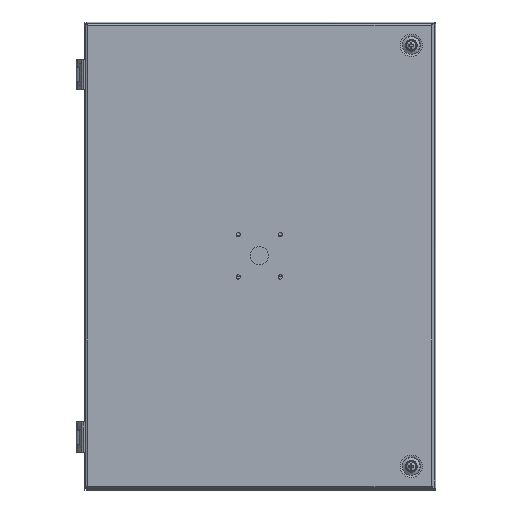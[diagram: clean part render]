
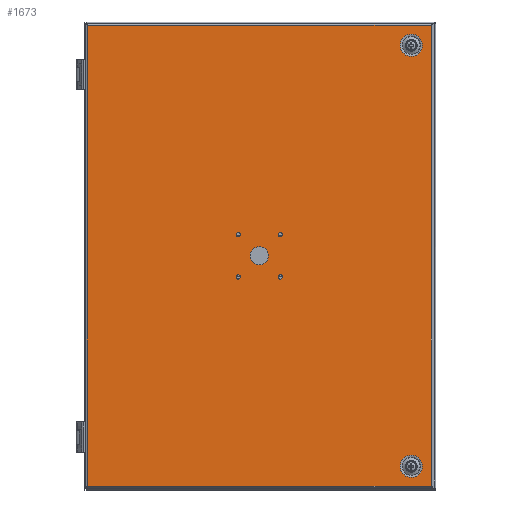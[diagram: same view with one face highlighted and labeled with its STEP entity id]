
A CAD part, top view. The second image highlights one B-rep face of the part: STEP entity #1673.
In plain terms, the highlighted planar face has unit normal (0, 0, 1).
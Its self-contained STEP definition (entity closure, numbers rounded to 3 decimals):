
#193=FACE_BOUND('',#2094,.T.);
#194=FACE_BOUND('',#2095,.T.);
#195=FACE_BOUND('',#2096,.T.);
#196=FACE_BOUND('',#2097,.T.);
#197=FACE_BOUND('',#2098,.T.);
#198=FACE_BOUND('',#2099,.T.);
#199=FACE_BOUND('',#2100,.T.);
#200=FACE_BOUND('',#2101,.T.);
#316=PLANE('',#5153);
#627=LINE('',#7433,#1164);
#628=LINE('',#7436,#1165);
#629=LINE('',#7438,#1166);
#630=LINE('',#7440,#1167);
#1164=VECTOR('',#5783,1.);
#1165=VECTOR('',#5784,1.);
#1166=VECTOR('',#5785,1.);
#1167=VECTOR('',#5786,1.);
#1673=ADVANCED_FACE('',(#193,#194,#195,#196,#197,#198,#199,#200),#316,.F.);
#2094=EDGE_LOOP('',(#2587));
#2095=EDGE_LOOP('',(#2588));
#2096=EDGE_LOOP('',(#2589));
#2097=EDGE_LOOP('',(#2590));
#2098=EDGE_LOOP('',(#2591));
#2099=EDGE_LOOP('',(#2592));
#2100=EDGE_LOOP('',(#2593));
#2101=EDGE_LOOP('',(#2594,#2595,#2596,#2597));
#2587=ORIENTED_EDGE('',*,*,#4217,.F.);
#2588=ORIENTED_EDGE('',*,*,#4193,.F.);
#2589=ORIENTED_EDGE('',*,*,#4195,.F.);
#2590=ORIENTED_EDGE('',*,*,#4197,.F.);
#2591=ORIENTED_EDGE('',*,*,#4199,.F.);
#2592=ORIENTED_EDGE('',*,*,#4201,.F.);
#2593=ORIENTED_EDGE('',*,*,#4204,.F.);
#2594=ORIENTED_EDGE('',*,*,#4218,.T.);
#2595=ORIENTED_EDGE('',*,*,#4219,.T.);
#2596=ORIENTED_EDGE('',*,*,#4220,.T.);
#2597=ORIENTED_EDGE('',*,*,#4221,.F.);
#3544=VERTEX_POINT('',#7377);
#3546=VERTEX_POINT('',#7382);
#3548=VERTEX_POINT('',#7387);
#3550=VERTEX_POINT('',#7392);
#3552=VERTEX_POINT('',#7397);
#3555=VERTEX_POINT('',#7404);
#3566=VERTEX_POINT('',#7432);
#3567=VERTEX_POINT('',#7434);
#3568=VERTEX_POINT('',#7435);
#3569=VERTEX_POINT('',#7437);
#3570=VERTEX_POINT('',#7439);
#4193=EDGE_CURVE('',#3544,#3544,#4896,.T.);
#4195=EDGE_CURVE('',#3546,#3546,#4898,.T.);
#4197=EDGE_CURVE('',#3548,#3548,#4900,.T.);
#4199=EDGE_CURVE('',#3550,#3550,#4902,.T.);
#4201=EDGE_CURVE('',#3552,#3552,#4904,.T.);
#4204=EDGE_CURVE('',#3555,#3555,#4907,.T.);
#4217=EDGE_CURVE('',#3566,#3566,#4910,.T.);
#4218=EDGE_CURVE('',#3567,#3568,#627,.T.);
#4219=EDGE_CURVE('',#3568,#3569,#628,.T.);
#4220=EDGE_CURVE('',#3569,#3570,#629,.T.);
#4221=EDGE_CURVE('',#3567,#3570,#630,.T.);
#4896=CIRCLE('',#5129,1.85);
#4898=CIRCLE('',#5132,1.85);
#4900=CIRCLE('',#5135,1.85);
#4902=CIRCLE('',#5138,1.85);
#4904=CIRCLE('',#5141,7.8);
#4907=CIRCLE('',#5145,9.532);
#4910=CIRCLE('',#5152,9.532);
#5129=AXIS2_PLACEMENT_3D('',#7376,#5725,#5726);
#5132=AXIS2_PLACEMENT_3D('',#7381,#5731,#5732);
#5135=AXIS2_PLACEMENT_3D('',#7386,#5737,#5738);
#5138=AXIS2_PLACEMENT_3D('',#7391,#5743,#5744);
#5141=AXIS2_PLACEMENT_3D('',#7396,#5749,#5750);
#5145=AXIS2_PLACEMENT_3D('',#7403,#5757,#5758);
#5152=AXIS2_PLACEMENT_3D('',#7431,#5781,#5782);
#5153=AXIS2_PLACEMENT_3D('',#7441,#5787,#5788);
#5725=DIRECTION('',(0.,0.,1.));
#5726=DIRECTION('',(1.,0.,0.));
#5731=DIRECTION('',(0.,0.,1.));
#5732=DIRECTION('',(1.,0.,0.));
#5737=DIRECTION('',(0.,0.,1.));
#5738=DIRECTION('',(1.,0.,0.));
#5743=DIRECTION('',(0.,0.,1.));
#5744=DIRECTION('',(1.,0.,0.));
#5749=DIRECTION('',(0.,0.,1.));
#5750=DIRECTION('',(1.,0.,0.));
#5757=DIRECTION('',(0.,0.,1.));
#5758=DIRECTION('',(1.,0.,0.));
#5781=DIRECTION('',(0.,0.,1.));
#5782=DIRECTION('',(1.,0.,0.));
#5783=DIRECTION('',(1.,0.,0.));
#5784=DIRECTION('',(0.,1.,0.));
#5785=DIRECTION('',(-1.,0.,0.));
#5786=DIRECTION('',(0.,1.,0.));
#5787=DIRECTION('',(0.,0.,-1.));
#5788=DIRECTION('',(1.,0.,0.));
#7376=CARTESIAN_POINT('',(16.98,-18.,118.83));
#7377=CARTESIAN_POINT('',(18.83,-18.,118.83));
#7381=CARTESIAN_POINT('',(-19.02,-18.,118.83));
#7382=CARTESIAN_POINT('',(-17.17,-18.,118.83));
#7386=CARTESIAN_POINT('',(16.98,18.,118.845));
#7387=CARTESIAN_POINT('',(18.83,18.,118.845));
#7391=CARTESIAN_POINT('',(-19.02,18.,118.845));
#7392=CARTESIAN_POINT('',(-17.17,18.,118.845));
#7396=CARTESIAN_POINT('',(-1.02,0.,118.838));
#7397=CARTESIAN_POINT('',(6.78,0.,118.838));
#7403=CARTESIAN_POINT('',(128.98,-180.,118.765));
#7404=CARTESIAN_POINT('',(138.512,-180.,118.765));
#7431=CARTESIAN_POINT('',(128.98,180.,118.91));
#7432=CARTESIAN_POINT('',(138.512,180.,118.91));
#7433=CARTESIAN_POINT('',(-1.02,-197.,118.758));
#7434=CARTESIAN_POINT('',(-148.02,-197.,118.758));
#7435=CARTESIAN_POINT('',(145.98,-197.,118.758));
#7436=CARTESIAN_POINT('',(145.98,-197.5,118.758));
#7437=CARTESIAN_POINT('',(145.98,197.,118.917));
#7438=CARTESIAN_POINT('',(145.98,197.,118.917));
#7439=CARTESIAN_POINT('',(-148.021,197.,118.917));
#7440=CARTESIAN_POINT('',(-148.02,-197.5,118.758));
#7441=CARTESIAN_POINT('',(-1.02,0.,118.838));
